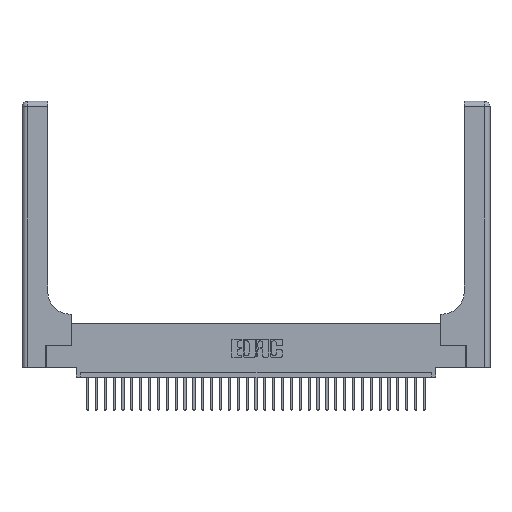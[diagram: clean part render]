
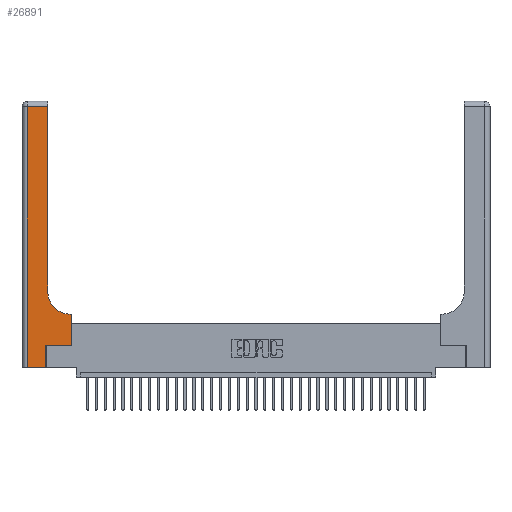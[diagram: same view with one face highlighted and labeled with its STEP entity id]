
A CAD part, top view. The second image highlights one B-rep face of the part: STEP entity #26891.
In plain terms, the highlighted planar face has unit normal (0, 0, 1).
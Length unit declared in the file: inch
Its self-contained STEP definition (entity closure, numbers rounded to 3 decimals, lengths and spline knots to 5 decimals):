
#759 = VERTEX_POINT ( 'NONE', #3170 ) ;
#1720 = LINE ( 'NONE', #25153, #15300 ) ;
#1829 = CARTESIAN_POINT ( 'NONE',  ( 0.2915, 2.94, 0.37 ) ) ;
#2322 = CARTESIAN_POINT ( 'NONE',  ( 0., 3., 0.37 ) ) ;
#3075 = CARTESIAN_POINT ( 'NONE',  ( 0., 2.94, 0.37 ) ) ;
#3112 = VERTEX_POINT ( 'NONE', #20044 ) ;
#3170 = CARTESIAN_POINT ( 'NONE',  ( 0.5585, 0.25, 0.37 ) ) ;
#3261 = EDGE_LOOP ( 'NONE', ( #4423, #19879, #12072, #6075, #5121, #18300, #4946, #34467, #9165 ) ) ;
#3366 = LINE ( 'NONE', #7130, #22501 ) ;
#4023 = DIRECTION ( 'NONE',  ( 0., 1., 0. ) ) ;
#4167 = EDGE_CURVE ( 'NONE', #20948, #6047, #1720, .T. ) ;
#4423 = ORIENTED_EDGE ( 'NONE', *, *, #4167, .T. ) ;
#4492 = VECTOR ( 'NONE', #7610, 39.37008 ) ;
#4759 = VERTEX_POINT ( 'NONE', #15915 ) ;
#4946 = ORIENTED_EDGE ( 'NONE', *, *, #15450, .T. ) ;
#5001 = DIRECTION ( 'NONE',  ( -1., 0., 0. ) ) ;
#5121 = ORIENTED_EDGE ( 'NONE', *, *, #16281, .T. ) ;
#5753 = LINE ( 'NONE', #21413, #4492 ) ;
#6047 = VERTEX_POINT ( 'NONE', #1829 ) ;
#6075 = ORIENTED_EDGE ( 'NONE', *, *, #6393, .T. ) ;
#6393 = EDGE_CURVE ( 'NONE', #15071, #3112, #27707, .T. ) ;
#7130 = CARTESIAN_POINT ( 'NONE',  ( 0.2915, 0.6, 0.37 ) ) ;
#7253 = DIRECTION ( 'NONE',  ( -1., 0., 0. ) ) ;
#7346 = LINE ( 'NONE', #3075, #27709 ) ;
#7610 = DIRECTION ( 'NONE',  ( 0., 1., 0. ) ) ;
#7736 = FACE_OUTER_BOUND ( 'NONE', #3261, .T. ) ;
#8262 = VERTEX_POINT ( 'NONE', #32177 ) ;
#8463 = CARTESIAN_POINT ( 'NONE',  ( 0.2915, 0.85, 0.37 ) ) ;
#9165 = ORIENTED_EDGE ( 'NONE', *, *, #29136, .T. ) ;
#9715 = CIRCLE ( 'NONE', #14648, 0.25 ) ;
#9719 = DIRECTION ( 'NONE',  ( 0., 0., -1. ) ) ;
#10031 = VECTOR ( 'NONE', #10395, 39.37008 ) ;
#10221 = PLANE ( 'NONE',  #20525 ) ;
#10395 = DIRECTION ( 'NONE',  ( 0., -1., 0. ) ) ;
#10678 = DIRECTION ( 'NONE',  ( 1., 0., 0. ) ) ;
#11328 = EDGE_CURVE ( 'NONE', #21850, #759, #24897, .T. ) ;
#12072 = ORIENTED_EDGE ( 'NONE', *, *, #19742, .T. ) ;
#14648 = AXIS2_PLACEMENT_3D ( 'NONE', #31511, #9719, #31159 ) ;
#14819 = CARTESIAN_POINT ( 'NONE',  ( 0.06, 0., 0.37 ) ) ;
#15071 = VERTEX_POINT ( 'NONE', #14819 ) ;
#15300 = VECTOR ( 'NONE', #31044, 39.37008 ) ;
#15450 = EDGE_CURVE ( 'NONE', #759, #8262, #33357, .T. ) ;
#15817 = CARTESIAN_POINT ( 'NONE',  ( 0., 0., 0.37 ) ) ;
#15915 = CARTESIAN_POINT ( 'NONE',  ( 0.5415, 0.6, 0.37 ) ) ;
#16281 = EDGE_CURVE ( 'NONE', #3112, #21850, #5753, .T. ) ;
#17989 = VECTOR ( 'NONE', #10678, 39.37008 ) ;
#18300 = ORIENTED_EDGE ( 'NONE', *, *, #11328, .T. ) ;
#18977 = VECTOR ( 'NONE', #4023, 39.37008 ) ;
#19737 = VERTEX_POINT ( 'NONE', #26876 ) ;
#19742 = EDGE_CURVE ( 'NONE', #19737, #15071, #21930, .T. ) ;
#19879 = ORIENTED_EDGE ( 'NONE', *, *, #25862, .T. ) ;
#20044 = CARTESIAN_POINT ( 'NONE',  ( 0.269, 0., 0.37 ) ) ;
#20525 = AXIS2_PLACEMENT_3D ( 'NONE', #2322, #21283, #5001 ) ;
#20948 = VERTEX_POINT ( 'NONE', #8463 ) ;
#21283 = DIRECTION ( 'NONE',  ( 0., 0., -1. ) ) ;
#21337 = CARTESIAN_POINT ( 'NONE',  ( 0.269, 0.25, 0.37 ) ) ;
#21413 = CARTESIAN_POINT ( 'NONE',  ( 0.269, 0., 0.37 ) ) ;
#21850 = VERTEX_POINT ( 'NONE', #24926 ) ;
#21930 = LINE ( 'NONE', #34324, #10031 ) ;
#22501 = VECTOR ( 'NONE', #7253, 39.37008 ) ;
#24065 = EDGE_CURVE ( 'NONE', #8262, #4759, #3366, .T. ) ;
#24897 = LINE ( 'NONE', #21337, #29112 ) ;
#24926 = CARTESIAN_POINT ( 'NONE',  ( 0.269, 0.25, 0.37 ) ) ;
#25153 = CARTESIAN_POINT ( 'NONE',  ( 0.2915, 3., 0.37 ) ) ;
#25862 = EDGE_CURVE ( 'NONE', #6047, #19737, #7346, .T. ) ;
#26527 = DIRECTION ( 'NONE',  ( 1., 0., 0. ) ) ;
#26876 = CARTESIAN_POINT ( 'NONE',  ( 0.06, 2.94, 0.37 ) ) ;
#26891 = ADVANCED_FACE ( 'NONE', ( #7736 ), #10221, .F. ) ;
#27049 = DIRECTION ( 'NONE',  ( -1., 0., 0. ) ) ;
#27707 = LINE ( 'NONE', #15817, #17989 ) ;
#27709 = VECTOR ( 'NONE', #27049, 39.37008 ) ;
#29112 = VECTOR ( 'NONE', #26527, 39.37008 ) ;
#29136 = EDGE_CURVE ( 'NONE', #4759, #20948, #9715, .T. ) ;
#29491 = CARTESIAN_POINT ( 'NONE',  ( 0.5585, 0.25, 0.37 ) ) ;
#31044 = DIRECTION ( 'NONE',  ( 0., 1., 0. ) ) ;
#31159 = DIRECTION ( 'NONE',  ( 1., 0., 0. ) ) ;
#31511 = CARTESIAN_POINT ( 'NONE',  ( 0.5415, 0.85, 0.37 ) ) ;
#32177 = CARTESIAN_POINT ( 'NONE',  ( 0.5585, 0.6, 0.37 ) ) ;
#33357 = LINE ( 'NONE', #29491, #18977 ) ;
#34324 = CARTESIAN_POINT ( 'NONE',  ( 0.06, 3., 0.37 ) ) ;
#34467 = ORIENTED_EDGE ( 'NONE', *, *, #24065, .T. ) ;
